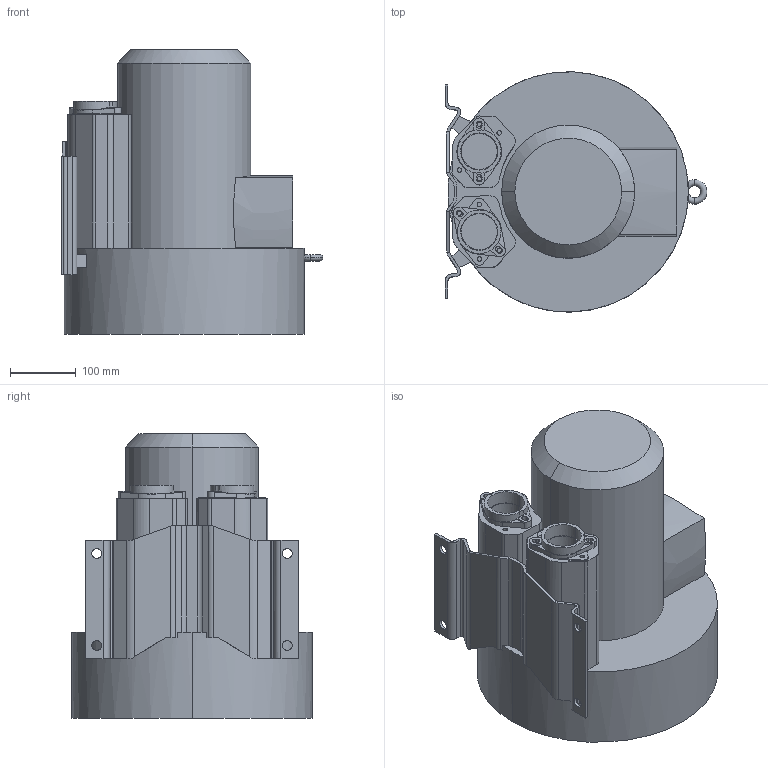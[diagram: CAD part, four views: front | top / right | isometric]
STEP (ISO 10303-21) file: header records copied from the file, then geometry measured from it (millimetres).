
FILE_DESCRIPTION (( 'STEP AP203' ), '1' );
FILE_NAME ('2RB630-1AQ26.STEP', '2025-05-12T05:25:22', ( '' ), ( '' ), 'SwSTEP 2.0', 'SolidWorks 2021', '' );
FILE_SCHEMA (( 'CONFIG_CONTROL_DESIGN' ));
Length unit declared in the file: millimetre
Products named in the file (1): 2RB630-1AQ26
Bounding box: 398.75 x 365.8 x 432.7 mm (x, y, z)
Volume: 27873694.7 mm3; surface area: 913986.9 mm2
Topology: 2 solids, 2 shells, 254 faces, 781 edges, 549 vertices
Faces by surface type: plane 123, cylinder 121, bspline 4, torus 4, cone 2
Entity records: 16568 total; most frequent: CARTESIAN_POINT 9989, ORIENTED_EDGE 1562, DIRECTION 1041, EDGE_CURVE 781, VERTEX_POINT 549, VECTOR 363, LINE 363, AXIS2_PLACEMENT_3D 339
